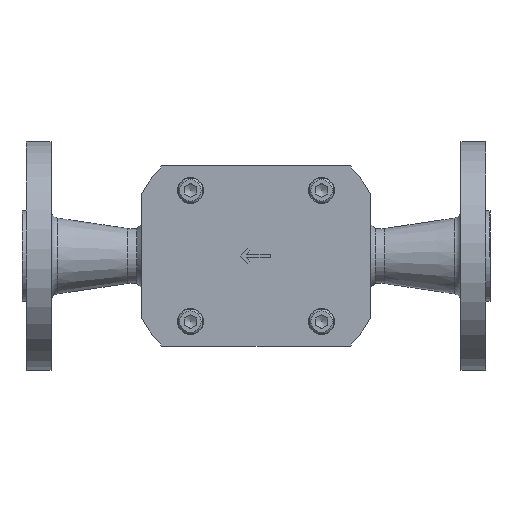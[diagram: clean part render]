
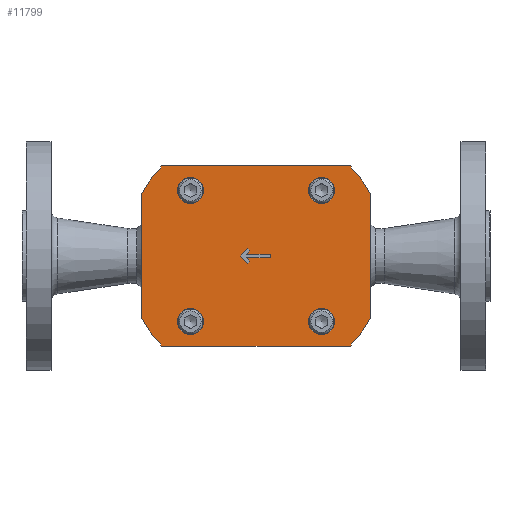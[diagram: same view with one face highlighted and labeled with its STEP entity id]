
A CAD part, front view. The second image highlights one B-rep face of the part: STEP entity #11799.
In plain terms, the highlighted planar face has unit normal (0, -1, 0).
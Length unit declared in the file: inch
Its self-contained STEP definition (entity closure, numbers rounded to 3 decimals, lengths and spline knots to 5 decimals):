
#11168=CARTESIAN_POINT('',(-0.0925,0.,-0.0775));
#11169=VERTEX_POINT('',#11168);
#11170=CARTESIAN_POINT('',(-0.1225,0.,-0.1075));
#11171=VERTEX_POINT('',#11170);
#11172=CARTESIAN_POINT('',(-0.0925,0.,-0.0775));
#11173=DIRECTION('',(-0.707,0.,-0.707));
#11174=VECTOR('',#11173,0.04243);
#11175=LINE('',#11172,#11174);
#11176=EDGE_CURVE('',#11169,#11171,#11175,.T.);
#11199=CARTESIAN_POINT('',(-0.23,0.,0.));
#11200=VERTEX_POINT('',#11199);
#11201=CARTESIAN_POINT('',(-0.1225,0.,-0.1075));
#11202=DIRECTION('',(-0.707,0.,0.707));
#11203=VECTOR('',#11202,0.15203);
#11204=LINE('',#11201,#11203);
#11205=EDGE_CURVE('',#11171,#11200,#11204,.T.);
#11223=CARTESIAN_POINT('',(-0.1225,0.,0.1075));
#11224=VERTEX_POINT('',#11223);
#11225=CARTESIAN_POINT('',(-0.23,0.,0.));
#11226=DIRECTION('',(0.707,0.,0.707));
#11227=VECTOR('',#11226,0.15203);
#11228=LINE('',#11225,#11227);
#11229=EDGE_CURVE('',#11200,#11224,#11228,.T.);
#11247=CARTESIAN_POINT('',(-0.0925,0.,0.0775));
#11248=VERTEX_POINT('',#11247);
#11249=CARTESIAN_POINT('',(-0.1225,0.,0.1075));
#11250=DIRECTION('',(0.707,0.,-0.707));
#11251=VECTOR('',#11250,0.04243);
#11252=LINE('',#11249,#11251);
#11253=EDGE_CURVE('',#11224,#11248,#11252,.T.);
#11271=CARTESIAN_POINT('',(-0.145,0.,0.025));
#11272=VERTEX_POINT('',#11271);
#11273=CARTESIAN_POINT('',(-0.0925,0.,0.0775));
#11274=DIRECTION('',(-0.707,0.,-0.707));
#11275=VECTOR('',#11274,0.07425);
#11276=LINE('',#11273,#11275);
#11277=EDGE_CURVE('',#11248,#11272,#11276,.T.);
#11295=CARTESIAN_POINT('',(-0.145,0.,-0.025));
#11296=VERTEX_POINT('',#11295);
#11297=CARTESIAN_POINT('',(-0.145,0.,-0.025));
#11298=DIRECTION('',(0.707,0.,-0.707));
#11299=VECTOR('',#11298,0.07425);
#11300=LINE('',#11297,#11299);
#11301=EDGE_CURVE('',#11296,#11169,#11300,.T.);
#11319=CARTESIAN_POINT('',(0.22,0.,-0.025));
#11320=VERTEX_POINT('',#11319);
#11321=CARTESIAN_POINT('',(0.22,0.,-0.025));
#11322=DIRECTION('',(-1.0,0.0,0.0));
#11323=VECTOR('',#11322,0.365);
#11324=LINE('',#11321,#11323);
#11325=EDGE_CURVE('',#11320,#11296,#11324,.T.);
#11343=CARTESIAN_POINT('',(0.22,0.,0.025));
#11344=VERTEX_POINT('',#11343);
#11345=CARTESIAN_POINT('',(0.22,0.,0.025));
#11346=DIRECTION('',(0.0,0.0,-1.0));
#11347=VECTOR('',#11346,0.05);
#11348=LINE('',#11345,#11347);
#11349=EDGE_CURVE('',#11344,#11320,#11348,.T.);
#11367=CARTESIAN_POINT('',(-0.145,0.,0.025));
#11368=DIRECTION('',(1.0,0.0,0.0));
#11369=VECTOR('',#11368,0.365);
#11370=LINE('',#11367,#11369);
#11371=EDGE_CURVE('',#11272,#11344,#11370,.T.);
#11405=CARTESIAN_POINT('',(-1.,0.,0.8));
#11406=VERTEX_POINT('',#11405);
#11407=CARTESIAN_POINT('',(-1.,0.,1.));
#11408=DIRECTION('',(0.0,1.0,0.0));
#11409=DIRECTION('',(0.0,0.0,-1.0));
#11410=AXIS2_PLACEMENT_3D('',#11407,#11408,#11409);
#11411=CIRCLE('',#11410,0.2);
#11412=EDGE_CURVE('',#11406,#11406,#11411,.T.);
#11446=CARTESIAN_POINT('',(-0.8,0.,-1.));
#11447=VERTEX_POINT('',#11446);
#11448=CARTESIAN_POINT('',(-1.,0.,-1.));
#11449=DIRECTION('',(0.0,1.0,0.0));
#11450=DIRECTION('',(1.0,0.0,0.0));
#11451=AXIS2_PLACEMENT_3D('',#11448,#11449,#11450);
#11452=CIRCLE('',#11451,0.2);
#11453=EDGE_CURVE('',#11447,#11447,#11452,.T.);
#11495=CARTESIAN_POINT('',(1.,0.,-0.8));
#11496=VERTEX_POINT('',#11495);
#11497=CARTESIAN_POINT('',(1.,0.,-1.));
#11498=DIRECTION('',(0.0,1.0,0.0));
#11499=DIRECTION('',(0.0,0.0,1.0));
#11500=AXIS2_PLACEMENT_3D('',#11497,#11498,#11499);
#11501=CIRCLE('',#11500,0.2);
#11502=EDGE_CURVE('',#11496,#11496,#11501,.T.);
#11544=CARTESIAN_POINT('',(0.8,0.,1.));
#11545=VERTEX_POINT('',#11544);
#11546=CARTESIAN_POINT('',(1.,0.,1.));
#11547=DIRECTION('',(0.0,1.0,0.0));
#11548=DIRECTION('',(-1.0,0.0,0.0));
#11549=AXIS2_PLACEMENT_3D('',#11546,#11547,#11548);
#11550=CIRCLE('',#11549,0.2);
#11551=EDGE_CURVE('',#11545,#11545,#11550,.T.);
#11564=CARTESIAN_POINT('',(1.43511,0.,1.375));
#11565=VERTEX_POINT('',#11564);
#11572=CARTESIAN_POINT('',(1.75,0.,0.94216));
#11573=VERTEX_POINT('',#11572);
#11574=CARTESIAN_POINT('',(0.0,0.0,0.0));
#11575=DIRECTION('',(0.,-1.0,0.));
#11576=DIRECTION('',(-0.722,0.,-0.692));
#11577=AXIS2_PLACEMENT_3D('',#11574,#11575,#11576);
#11578=CIRCLE('',#11577,1.9875);
#11579=EDGE_CURVE('',#11573,#11565,#11578,.T.);
#11596=CARTESIAN_POINT('',(-1.43511,0.,1.375));
#11597=VERTEX_POINT('',#11596);
#11604=CARTESIAN_POINT('',(1.43511,0.,1.375));
#11605=DIRECTION('',(-1.0,0.0,0.0));
#11606=VECTOR('',#11605,2.87021);
#11607=LINE('',#11604,#11606);
#11608=EDGE_CURVE('',#11565,#11597,#11607,.T.);
#11620=CARTESIAN_POINT('',(-1.75,0.,0.94216));
#11621=VERTEX_POINT('',#11620);
#11628=CARTESIAN_POINT('',(0.0,0.0,0.0));
#11629=DIRECTION('',(0.,-1.0,0.));
#11630=DIRECTION('',(0.881,0.,-0.474));
#11631=AXIS2_PLACEMENT_3D('',#11628,#11629,#11630);
#11632=CIRCLE('',#11631,1.9875);
#11633=EDGE_CURVE('',#11597,#11621,#11632,.T.);
#11645=CARTESIAN_POINT('',(-1.75,0.,-0.94216));
#11646=VERTEX_POINT('',#11645);
#11653=CARTESIAN_POINT('',(-1.75,0.,0.94216));
#11654=DIRECTION('',(0.0,0.0,-1.0));
#11655=VECTOR('',#11654,1.88431);
#11656=LINE('',#11653,#11655);
#11657=EDGE_CURVE('',#11621,#11646,#11656,.T.);
#11672=CARTESIAN_POINT('',(-1.43511,0.,-1.375));
#11673=VERTEX_POINT('',#11672);
#11680=CARTESIAN_POINT('',(0.0,0.0,0.0));
#11681=DIRECTION('',(0.,-1.0,0.));
#11682=DIRECTION('',(0.722,0.,0.692));
#11683=AXIS2_PLACEMENT_3D('',#11680,#11681,#11682);
#11684=CIRCLE('',#11683,1.9875);
#11685=EDGE_CURVE('',#11646,#11673,#11684,.T.);
#11697=CARTESIAN_POINT('',(1.43511,0.,-1.375));
#11698=VERTEX_POINT('',#11697);
#11705=CARTESIAN_POINT('',(-1.43511,0.,-1.375));
#11706=DIRECTION('',(1.0,0.0,0.0));
#11707=VECTOR('',#11706,2.87021);
#11708=LINE('',#11705,#11707);
#11709=EDGE_CURVE('',#11673,#11698,#11708,.T.);
#11721=CARTESIAN_POINT('',(1.75,0.,-0.94216));
#11722=VERTEX_POINT('',#11721);
#11729=CARTESIAN_POINT('',(0.0,0.0,0.0));
#11730=DIRECTION('',(0.,-1.0,0.));
#11731=DIRECTION('',(-0.881,0.,0.474));
#11732=AXIS2_PLACEMENT_3D('',#11729,#11730,#11731);
#11733=CIRCLE('',#11732,1.9875);
#11734=EDGE_CURVE('',#11698,#11722,#11733,.T.);
#11747=CARTESIAN_POINT('',(1.75,0.,-0.94216));
#11748=DIRECTION('',(0.0,0.0,1.0));
#11749=VECTOR('',#11748,1.88431);
#11750=LINE('',#11747,#11749);
#11751=EDGE_CURVE('',#11722,#11573,#11750,.T.);
#11761=CARTESIAN_POINT('',(0.,0.,0.));
#11762=DIRECTION('',(0.0,1.0,0.0));
#11763=DIRECTION('',(0.0,0.0,-1.0));
#11764=AXIS2_PLACEMENT_3D('',#11761,#11762,#11763);
#11765=PLANE('',#11764);
#11766=ORIENTED_EDGE('',*,*,#11751,.T.);
#11767=ORIENTED_EDGE('',*,*,#11579,.T.);
#11768=ORIENTED_EDGE('',*,*,#11608,.T.);
#11769=ORIENTED_EDGE('',*,*,#11633,.T.);
#11770=ORIENTED_EDGE('',*,*,#11657,.T.);
#11771=ORIENTED_EDGE('',*,*,#11685,.T.);
#11772=ORIENTED_EDGE('',*,*,#11709,.T.);
#11773=ORIENTED_EDGE('',*,*,#11734,.T.);
#11774=EDGE_LOOP('',(#11766,#11767,#11768,#11769,#11770,#11771,#11772,#11773));
#11775=FACE_OUTER_BOUND('',#11774,.T.);
#11776=ORIENTED_EDGE('',*,*,#11176,.T.);
#11777=ORIENTED_EDGE('',*,*,#11205,.T.);
#11778=ORIENTED_EDGE('',*,*,#11229,.T.);
#11779=ORIENTED_EDGE('',*,*,#11253,.T.);
#11780=ORIENTED_EDGE('',*,*,#11277,.T.);
#11781=ORIENTED_EDGE('',*,*,#11371,.T.);
#11782=ORIENTED_EDGE('',*,*,#11349,.T.);
#11783=ORIENTED_EDGE('',*,*,#11325,.T.);
#11784=ORIENTED_EDGE('',*,*,#11301,.T.);
#11785=EDGE_LOOP('',(#11776,#11777,#11778,#11779,#11780,#11781,#11782,#11783,#11784));
#11786=FACE_BOUND('',#11785,.T.);
#11787=ORIENTED_EDGE('',*,*,#11412,.T.);
#11788=EDGE_LOOP('',(#11787));
#11789=FACE_BOUND('',#11788,.T.);
#11790=ORIENTED_EDGE('',*,*,#11453,.T.);
#11791=EDGE_LOOP('',(#11790));
#11792=FACE_BOUND('',#11791,.T.);
#11793=ORIENTED_EDGE('',*,*,#11502,.T.);
#11794=EDGE_LOOP('',(#11793));
#11795=FACE_BOUND('',#11794,.T.);
#11796=ORIENTED_EDGE('',*,*,#11551,.T.);
#11797=EDGE_LOOP('',(#11796));
#11798=FACE_BOUND('',#11797,.T.);
#11799=ADVANCED_FACE('',(#11775,#11786,#11789,#11792,#11795,#11798),#11765,.F.);
